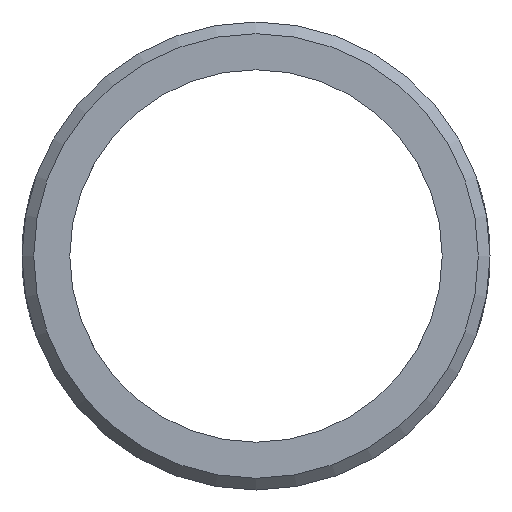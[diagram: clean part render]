
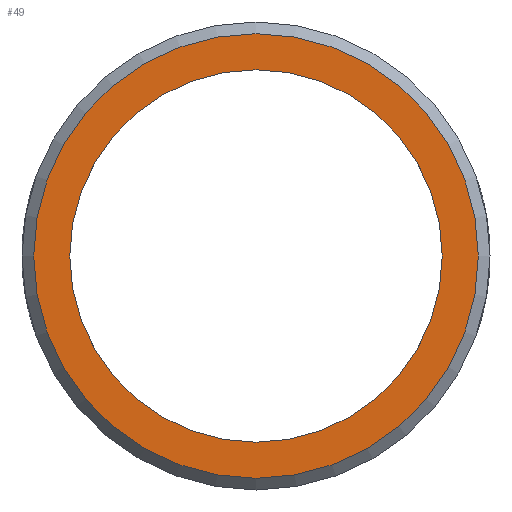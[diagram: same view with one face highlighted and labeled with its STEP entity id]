
A CAD part, front view. The second image highlights one B-rep face of the part: STEP entity #49.
In plain terms, the highlighted planar face has unit normal (0, -1, 0).
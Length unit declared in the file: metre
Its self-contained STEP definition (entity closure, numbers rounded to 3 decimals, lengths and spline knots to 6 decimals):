
#49 = ADVANCED_FACE( '', ( #95, #96 ), #97, .F. );
#95 = FACE_OUTER_BOUND( '', #142, .T. );
#96 = FACE_BOUND( '', #143, .T. );
#97 = PLANE( '', #144 );
#142 = EDGE_LOOP( '', ( #190 ) );
#143 = EDGE_LOOP( '', ( #191 ) );
#144 = AXIS2_PLACEMENT_3D( '', #192, #193, #194 );
#190 = ORIENTED_EDGE( '', *, *, #227, .T. );
#191 = ORIENTED_EDGE( '', *, *, #223, .F. );
#192 = CARTESIAN_POINT( '', ( 0., 0., 0. ) );
#193 = DIRECTION( '', ( 0., 1., 0. ) );
#194 = DIRECTION( '', ( 0., 0., 1. ) );
#223 = EDGE_CURVE( '', #246, #246, #247, .T. );
#227 = EDGE_CURVE( '', #252, #252, #253, .F. );
#246 = VERTEX_POINT( '', #461 );
#247 = CIRCLE( '', #462, 0.007959 );
#252 = VERTEX_POINT( '', #467 );
#253 = CIRCLE( '', #468, 0.0095 );
#461 = CARTESIAN_POINT( '', ( 0.007959, 0., 0. ) );
#462 = AXIS2_PLACEMENT_3D( '', #543, #544, #545 );
#467 = CARTESIAN_POINT( '', ( 0., 0., 0.0095 ) );
#468 = AXIS2_PLACEMENT_3D( '', #549, #550, #551 );
#543 = CARTESIAN_POINT( '', ( 0., 0., 0. ) );
#544 = DIRECTION( '', ( 0., -1., 0. ) );
#545 = DIRECTION( '', ( 1., 0., 0. ) );
#549 = CARTESIAN_POINT( '', ( 0., 0., 0. ) );
#550 = DIRECTION( '', ( 0., 1., 0. ) );
#551 = DIRECTION( '', ( 0., 0., 1. ) );
